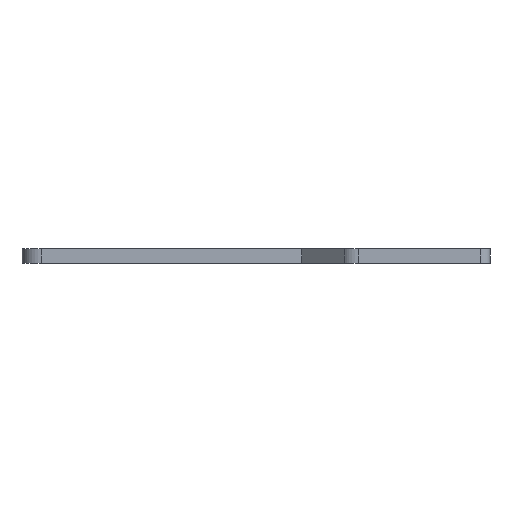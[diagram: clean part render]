
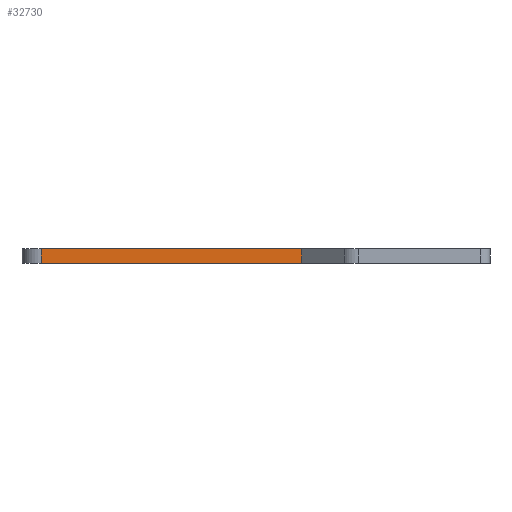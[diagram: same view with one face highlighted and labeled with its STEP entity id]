
A CAD part, left-side view. The second image highlights one B-rep face of the part: STEP entity #32730.
In plain terms, the highlighted planar face has unit normal (-1, 0, 0).
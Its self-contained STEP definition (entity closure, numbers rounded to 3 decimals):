
#120=CARTESIAN_POINT('',(-1.75,-20.,0.));
#130=VERTEX_POINT('',#120);
#5020=CARTESIAN_POINT('',(-1.75,7.,0.));
#5030=VERTEX_POINT('',#5020);
#5060=CARTESIAN_POINT('',(-1.75,-19.68,0.));
#5070=DIRECTION('',(0.,1.,0.));
#5080=VECTOR('',#5070,1.);
#5090=LINE('',#5060,#5080);
#5100=EDGE_CURVE('',#130,#5030,#5090,.T.);
#22780=CARTESIAN_POINT('',(-1.75,7.,1.5));
#22790=VERTEX_POINT('',#22780);
#23890=CARTESIAN_POINT('',(-1.75,-20.,1.5));
#23900=VERTEX_POINT('',#23890);
#23930=CARTESIAN_POINT('',(-1.75,-19.68,1.5));
#23940=DIRECTION('',(0.,1.,0.));
#23950=VECTOR('',#23940,1.);
#23960=LINE('',#23930,#23950);
#23970=EDGE_CURVE('',#23900,#22790,#23960,.T.);
#31850=CARTESIAN_POINT('',(-1.75,-20.,1.5));
#31860=DIRECTION('',(0.,0.,-1.));
#31870=VECTOR('',#31860,1.);
#31880=LINE('',#31850,#31870);
#31890=EDGE_CURVE('',#23900,#130,#31880,.T.);
#32570=CARTESIAN_POINT('',(-1.75,9.,-0.15));
#32580=DIRECTION('',(1.,0.,0.));
#32590=DIRECTION('',(0.,-1.,0.));
#32600=AXIS2_PLACEMENT_3D('',#32570,#32580,#32590);
#32610=PLANE('',#32600);
#32620=CARTESIAN_POINT('',(-1.75,7.,1.5));
#32630=DIRECTION('',(0.,0.,1.));
#32640=VECTOR('',#32630,1.);
#32650=LINE('',#32620,#32640);
#32660=EDGE_CURVE('',#5030,#22790,#32650,.T.);
#32670=ORIENTED_EDGE('',*,*,#32660,.F.);
#32680=ORIENTED_EDGE('',*,*,#23970,.T.);
#32690=ORIENTED_EDGE('',*,*,#31890,.F.);
#32700=ORIENTED_EDGE('',*,*,#5100,.F.);
#32710=EDGE_LOOP('',(#32700,#32690,#32680,#32670));
#32720=FACE_OUTER_BOUND('',#32710,.T.);
#32730=ADVANCED_FACE('',(#32720),#32610,.F.);
